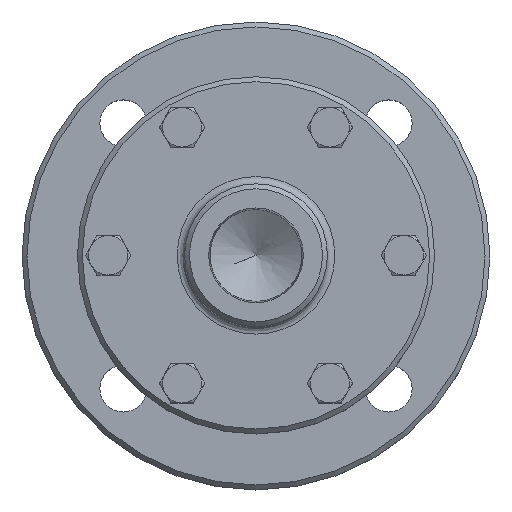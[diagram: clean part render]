
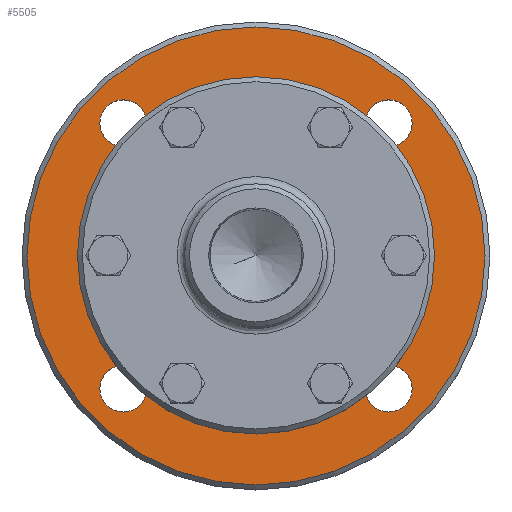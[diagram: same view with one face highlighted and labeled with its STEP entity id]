
A CAD part, top view. The second image highlights one B-rep face of the part: STEP entity #5505.
In plain terms, the highlighted planar face has unit normal (0, 0, 1).
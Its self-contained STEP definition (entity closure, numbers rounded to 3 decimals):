
#5434=CARTESIAN_POINT('',(47.5,0.0,-124.0));
#5435=DIRECTION('',(0.0,0.0,1.0));
#5436=DIRECTION('',(1.0,0.0,0.0));
#5437=AXIS2_PLACEMENT_3D('',#5434,#5435,#5436);
#5438=PLANE('',#5437);
#5439=CARTESIAN_POINT('',(93.0,0.,-124.));
#5440=VERTEX_POINT('',#5439);
#5441=CARTESIAN_POINT('',(0.,0.0,-124.));
#5442=DIRECTION('',(0.0,0.0,-1.0));
#5443=DIRECTION('',(-1.0,0.0,0.0));
#5444=AXIS2_PLACEMENT_3D('',#5441,#5442,#5443);
#5445=CIRCLE('',#5444,93.0);
#5446=EDGE_CURVE('',#5440,#5440,#5445,.T.);
#5447=ORIENTED_EDGE('',*,*,#5446,.F.);
#5448=EDGE_LOOP('',(#5447));
#5449=FACE_OUTER_BOUND('',#5448,.T.);
#5450=CARTESIAN_POINT('',(-53.882,-63.382,-124.));
#5451=VERTEX_POINT('',#5450);
#5452=CARTESIAN_POINT('',(-53.882,-53.882,-124.));
#5453=DIRECTION('',(0.0,0.0,-1.0));
#5454=DIRECTION('',(0.0,1.0,0.0));
#5455=AXIS2_PLACEMENT_3D('',#5452,#5453,#5454);
#5456=CIRCLE('',#5455,9.5);
#5457=EDGE_CURVE('',#5451,#5451,#5456,.T.);
#5458=ORIENTED_EDGE('',*,*,#5457,.T.);
#5459=EDGE_LOOP('',(#5458));
#5460=FACE_BOUND('',#5459,.T.);
#5461=CARTESIAN_POINT('',(-63.382,53.882,-124.));
#5462=VERTEX_POINT('',#5461);
#5463=CARTESIAN_POINT('',(-53.882,53.882,-124.));
#5464=DIRECTION('',(0.0,0.0,-1.0));
#5465=DIRECTION('',(1.0,0.0,0.0));
#5466=AXIS2_PLACEMENT_3D('',#5463,#5464,#5465);
#5467=CIRCLE('',#5466,9.5);
#5468=EDGE_CURVE('',#5462,#5462,#5467,.T.);
#5469=ORIENTED_EDGE('',*,*,#5468,.T.);
#5470=EDGE_LOOP('',(#5469));
#5471=FACE_BOUND('',#5470,.T.);
#5472=CARTESIAN_POINT('',(53.882,63.382,-124.));
#5473=VERTEX_POINT('',#5472);
#5474=CARTESIAN_POINT('',(53.882,53.882,-124.));
#5475=DIRECTION('',(0.0,0.0,-1.0));
#5476=DIRECTION('',(0.0,-1.0,0.0));
#5477=AXIS2_PLACEMENT_3D('',#5474,#5475,#5476);
#5478=CIRCLE('',#5477,9.5);
#5479=EDGE_CURVE('',#5473,#5473,#5478,.T.);
#5480=ORIENTED_EDGE('',*,*,#5479,.T.);
#5481=EDGE_LOOP('',(#5480));
#5482=FACE_BOUND('',#5481,.T.);
#5483=CARTESIAN_POINT('',(63.382,-53.882,-124.));
#5484=VERTEX_POINT('',#5483);
#5485=CARTESIAN_POINT('',(53.882,-53.882,-124.));
#5486=DIRECTION('',(0.0,0.0,-1.0));
#5487=DIRECTION('',(-1.0,0.0,0.0));
#5488=AXIS2_PLACEMENT_3D('',#5485,#5486,#5487);
#5489=CIRCLE('',#5488,9.5);
#5490=EDGE_CURVE('',#5484,#5484,#5489,.T.);
#5491=ORIENTED_EDGE('',*,*,#5490,.T.);
#5492=EDGE_LOOP('',(#5491));
#5493=FACE_BOUND('',#5492,.T.);
#5494=CARTESIAN_POINT('',(-58.325,0.,-124.));
#5495=VERTEX_POINT('',#5494);
#5496=CARTESIAN_POINT('',(0.,0.0,-124.));
#5497=DIRECTION('',(0.0,0.0,1.0));
#5498=DIRECTION('',(1.0,0.0,0.0));
#5499=AXIS2_PLACEMENT_3D('',#5496,#5497,#5498);
#5500=CIRCLE('',#5499,58.325);
#5501=EDGE_CURVE('',#5495,#5495,#5500,.T.);
#5502=ORIENTED_EDGE('',*,*,#5501,.F.);
#5503=EDGE_LOOP('',(#5502));
#5504=FACE_BOUND('',#5503,.T.);
#5505=ADVANCED_FACE('',(#5449,#5460,#5471,#5482,#5493,#5504),#5438,.T.);
